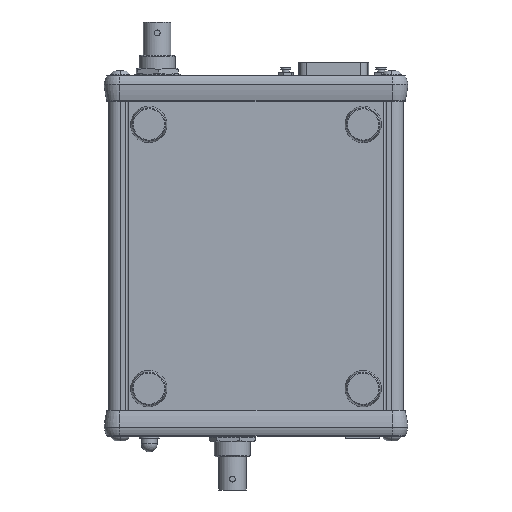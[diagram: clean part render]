
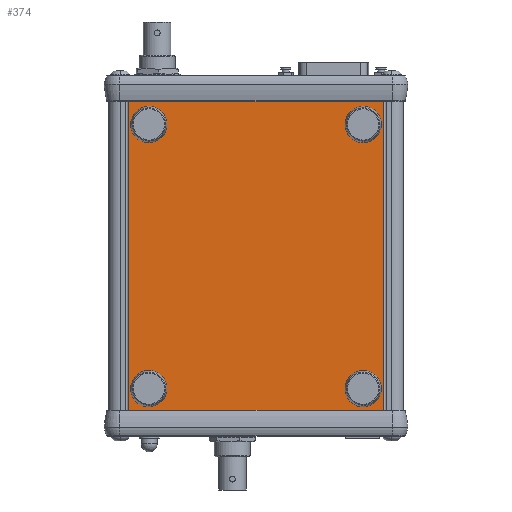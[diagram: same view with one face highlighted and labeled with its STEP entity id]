
A CAD part, front view. The second image highlights one B-rep face of the part: STEP entity #374.
In plain terms, the highlighted planar face has unit normal (0, -1, 0).
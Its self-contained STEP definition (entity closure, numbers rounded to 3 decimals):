
#374 = ADVANCED_FACE ( 'NONE', ( #6948 ), #6725, .T. ) ;
#2091 = VERTEX_POINT ( 'NONE', #14263 ) ;
#2130 = VERTEX_POINT ( 'NONE', #14302 ) ;
#6118 = AXIS2_PLACEMENT_3D ( 'NONE', #6733, #6734, #6735 ) ;
#6725 = PLANE ( 'NONE',  #6118 ) ;
#6733 = CARTESIAN_POINT ( 'NONE',  ( 55.44, -24.732, -59.101 ) ) ;
#6734 = DIRECTION ( 'NONE',  ( 0., -1., 0. ) ) ;
#6735 = DIRECTION ( 'NONE',  ( 0., 0., 1. ) ) ;
#6948 = FACE_OUTER_BOUND ( 'NONE', #22574, .T. ) ;
#12411 = LINE ( 'NONE', #14504, #12415 ) ;
#12415 = VECTOR ( 'NONE', #14500, 1000. ) ;
#12597 = LINE ( 'NONE', #14868, #12600 ) ;
#12600 = VECTOR ( 'NONE', #14869, 1000. ) ;
#12637 = LINE ( 'NONE', #14922, #12640 ) ;
#12640 = VECTOR ( 'NONE', #14923, 1000. ) ;
#12643 = LINE ( 'NONE', #14927, #12645 ) ;
#12645 = VECTOR ( 'NONE', #14928, 1000. ) ;
#14263 = CARTESIAN_POINT ( 'NONE',  ( -33.59, -24.732, -59.101 ) ) ;
#14302 = CARTESIAN_POINT ( 'NONE',  ( -33.59, -24.732, 60.899 ) ) ;
#14500 = DIRECTION ( 'NONE',  ( 0., 0., -1. ) ) ;
#14504 = CARTESIAN_POINT ( 'NONE',  ( -33.59, -24.732, -59.101 ) ) ;
#14868 = CARTESIAN_POINT ( 'NONE',  ( 55.44, -24.732, -59.101 ) ) ;
#14869 = DIRECTION ( 'NONE',  ( 1., 0., 0. ) ) ;
#14922 = CARTESIAN_POINT ( 'NONE',  ( 55.44, -24.732, -59.101 ) ) ;
#14923 = DIRECTION ( 'NONE',  ( 0., 0., 1. ) ) ;
#14927 = CARTESIAN_POINT ( 'NONE',  ( 55.44, -24.732, 60.899 ) ) ;
#14928 = DIRECTION ( 'NONE',  ( -1., 0., 0. ) ) ;
#19390 = CARTESIAN_POINT ( 'NONE',  ( 55.44, -24.732, 60.899 ) ) ;
#19418 = CARTESIAN_POINT ( 'NONE',  ( 55.44, -24.732, -59.101 ) ) ;
#20672 = EDGE_CURVE ( 'NONE', #2130, #2091, #12411, .T. ) ;
#20789 = EDGE_CURVE ( 'NONE', #2091, #22555, #12597, .T. ) ;
#20813 = EDGE_CURVE ( 'NONE', #22555, #22527, #12637, .T. ) ;
#20817 = EDGE_CURVE ( 'NONE', #22527, #2130, #12643, .T. ) ;
#22527 = VERTEX_POINT ( 'NONE', #19390 ) ;
#22555 = VERTEX_POINT ( 'NONE', #19418 ) ;
#22574 = EDGE_LOOP ( 'NONE', ( #23210, #23328, #23329, #23330 ) ) ;
#23210 = ORIENTED_EDGE ( 'NONE', *, *, #20789, .T. ) ;
#23328 = ORIENTED_EDGE ( 'NONE', *, *, #20813, .T. ) ;
#23329 = ORIENTED_EDGE ( 'NONE', *, *, #20817, .T. ) ;
#23330 = ORIENTED_EDGE ( 'NONE', *, *, #20672, .T. ) ;
